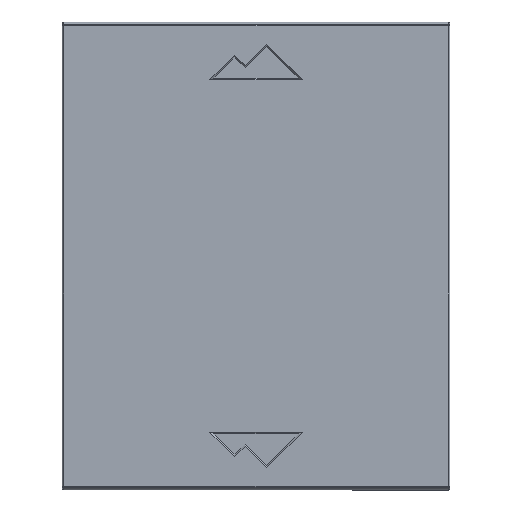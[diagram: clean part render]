
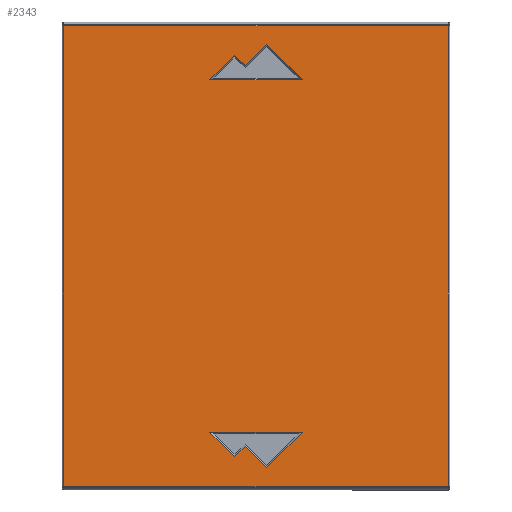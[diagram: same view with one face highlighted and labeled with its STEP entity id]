
A CAD part, top view. The second image highlights one B-rep face of the part: STEP entity #2343.
In plain terms, the highlighted planar face has unit normal (0, 0, 1).
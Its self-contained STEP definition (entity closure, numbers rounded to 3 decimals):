
#12 = LINE ( 'NONE', #12385, #10969 ) ;
#147 = ORIENTED_EDGE ( 'NONE', *, *, #14943, .F. ) ;
#369 = DIRECTION ( 'NONE',  ( 0., 0., 1. ) ) ;
#521 = CARTESIAN_POINT ( 'NONE',  ( -6.384, 61.95, 0. ) ) ;
#588 = VECTOR ( 'NONE', #19054, 1000. ) ;
#600 = CARTESIAN_POINT ( 'NONE',  ( -59.6, -62.5, 0. ) ) ;
#608 = EDGE_CURVE ( 'NONE', #3282, #12070, #6686, .T. ) ;
#675 = EDGE_CURVE ( 'NONE', #15653, #14318, #13661, .T. ) ;
#695 = DIRECTION ( 'NONE',  ( 1., 0., 0. ) ) ;
#891 = VECTOR ( 'NONE', #11297, 1000. ) ;
#904 = VERTEX_POINT ( 'NONE', #2287 ) ;
#1238 = CARTESIAN_POINT ( 'NONE',  ( -6.667, -62.232, 0. ) ) ;
#1454 = CARTESIAN_POINT ( 'NONE',  ( -59.6, 0., 0. ) ) ;
#1484 = VERTEX_POINT ( 'NONE', #19661 ) ;
#1497 = CARTESIAN_POINT ( 'NONE',  ( 59.6, -48.666, 0. ) ) ;
#1983 = PLANE ( 'NONE',  #13542 ) ;
#2073 = FACE_BOUND ( 'NONE', #18960, .T. ) ;
#2194 = VECTOR ( 'NONE', #14025, 1000. ) ;
#2287 = CARTESIAN_POINT ( 'NONE',  ( -3.333, -58.899, 0. ) ) ;
#2319 = CARTESIAN_POINT ( 'NONE',  ( -14.299, 54.6, 0. ) ) ;
#2343 = ADVANCED_FACE ( 'NONE', ( #9318, #11425, #2073 ), #1983, .T. ) ;
#2490 = EDGE_CURVE ( 'NONE', #12441, #3282, #9095, .T. ) ;
#2501 = CARTESIAN_POINT ( 'NONE',  ( -59.6, 71.334, 0. ) ) ;
#2712 = CARTESIAN_POINT ( 'NONE',  ( -13.616, -55.283, 0. ) ) ;
#2788 = CARTESIAN_POINT ( 'NONE',  ( 59.6, -71.334, 0. ) ) ;
#2914 = DIRECTION ( 'NONE',  ( -0.707, 0.707, 0. ) ) ;
#3218 = EDGE_CURVE ( 'NONE', #10751, #5459, #5767, .T. ) ;
#3282 = VERTEX_POINT ( 'NONE', #17401 ) ;
#3323 = DIRECTION ( 'NONE',  ( 1., 0., 0. ) ) ;
#3374 = ORIENTED_EDGE ( 'NONE', *, *, #3218, .F. ) ;
#3642 = VERTEX_POINT ( 'NONE', #2319 ) ;
#3945 = VERTEX_POINT ( 'NONE', #6907 ) ;
#3959 = CARTESIAN_POINT ( 'NONE',  ( 59.6, 71.334, 0. ) ) ;
#4195 = EDGE_CURVE ( 'NONE', #17634, #9006, #4343, .T. ) ;
#4261 = LINE ( 'NONE', #7603, #8697 ) ;
#4340 = CARTESIAN_POINT ( 'NONE',  ( 13.333, 54.6, 0. ) ) ;
#4343 = LINE ( 'NONE', #2712, #17383 ) ;
#5282 = ORIENTED_EDGE ( 'NONE', *, *, #6424, .F. ) ;
#5379 = CARTESIAN_POINT ( 'NONE',  ( -3.616, 58.616, 0. ) ) ;
#5459 = VERTEX_POINT ( 'NONE', #3959 ) ;
#5620 = LINE ( 'NONE', #17975, #13525 ) ;
#5767 = LINE ( 'NONE', #19622, #13451 ) ;
#6141 = VERTEX_POINT ( 'NONE', #6511 ) ;
#6424 = EDGE_CURVE ( 'NONE', #3642, #15653, #18521, .T. ) ;
#6511 = CARTESIAN_POINT ( 'NONE',  ( -6.667, 62.232, 0. ) ) ;
#6659 = CARTESIAN_POINT ( 'NONE',  ( 14.299, 54.6, 0. ) ) ;
#6683 = CARTESIAN_POINT ( 'NONE',  ( 59.6, 48.666, 0. ) ) ;
#6686 = LINE ( 'NONE', #600, #19093 ) ;
#6702 = CARTESIAN_POINT ( 'NONE',  ( -100., -71.334, 0. ) ) ;
#6836 = ORIENTED_EDGE ( 'NONE', *, *, #11387, .F. ) ;
#6884 = CARTESIAN_POINT ( 'NONE',  ( 13.333, -54.6, 0. ) ) ;
#6907 = CARTESIAN_POINT ( 'NONE',  ( 14.299, -54.6, 0. ) ) ;
#6947 = EDGE_CURVE ( 'NONE', #12441, #10751, #18811, .T. ) ;
#7379 = DIRECTION ( 'NONE',  ( -0.707, -0.707, 0. ) ) ;
#7414 = EDGE_CURVE ( 'NONE', #15014, #6141, #17776, .T. ) ;
#7603 = CARTESIAN_POINT ( 'NONE',  ( 3.616, -65.283, 0. ) ) ;
#7688 = CARTESIAN_POINT ( 'NONE',  ( -59.6, -71.334, 0. ) ) ;
#7926 = EDGE_CURVE ( 'NONE', #904, #17634, #8897, .T. ) ;
#8001 = EDGE_LOOP ( 'NONE', ( #15556, #18651, #147, #14299, #5282 ) ) ;
#8046 = ORIENTED_EDGE ( 'NONE', *, *, #2490, .T. ) ;
#8072 = VECTOR ( 'NONE', #9393, 1000. ) ;
#8152 = DIRECTION ( 'NONE',  ( -0.707, 0.707, 0. ) ) ;
#8245 = DIRECTION ( 'NONE',  ( -0.707, -0.707, 0. ) ) ;
#8340 = LINE ( 'NONE', #6702, #588 ) ;
#8697 = VECTOR ( 'NONE', #8841, 1000. ) ;
#8835 = ORIENTED_EDGE ( 'NONE', *, *, #16900, .T. ) ;
#8841 = DIRECTION ( 'NONE',  ( -0.707, -0.707, 0. ) ) ;
#8897 = LINE ( 'NONE', #12028, #17749 ) ;
#8922 = DIRECTION ( 'NONE',  ( -0.707, 0.707, 0. ) ) ;
#8936 = CARTESIAN_POINT ( 'NONE',  ( -3.333, 58.899, 0. ) ) ;
#8978 = CARTESIAN_POINT ( 'NONE',  ( 59.6, 49.066, 0. ) ) ;
#9006 = VERTEX_POINT ( 'NONE', #11057 ) ;
#9027 = VERTEX_POINT ( 'NONE', #1497 ) ;
#9095 = LINE ( 'NONE', #1454, #8072 ) ;
#9213 = EDGE_CURVE ( 'NONE', #9027, #13327, #19878, .T. ) ;
#9274 = CARTESIAN_POINT ( 'NONE',  ( 59.6, 0., 0. ) ) ;
#9318 = FACE_OUTER_BOUND ( 'NONE', #19600, .T. ) ;
#9393 = DIRECTION ( 'NONE',  ( 0., -1., 0. ) ) ;
#10743 = VERTEX_POINT ( 'NONE', #2788 ) ;
#10751 = VERTEX_POINT ( 'NONE', #2501 ) ;
#10969 = VECTOR ( 'NONE', #8152, 1000. ) ;
#10976 = VECTOR ( 'NONE', #8245, 1000. ) ;
#11023 = VECTOR ( 'NONE', #2914, 1000. ) ;
#11057 = CARTESIAN_POINT ( 'NONE',  ( -14.299, -54.6, 0. ) ) ;
#11113 = CARTESIAN_POINT ( 'NONE',  ( -59.6, 62.5, 0. ) ) ;
#11216 = VECTOR ( 'NONE', #14703, 1000. ) ;
#11297 = DIRECTION ( 'NONE',  ( -0.707, 0.707, 0. ) ) ;
#11387 = EDGE_CURVE ( 'NONE', #5459, #13327, #18482, .T. ) ;
#11425 = FACE_BOUND ( 'NONE', #8001, .T. ) ;
#11517 = ORIENTED_EDGE ( 'NONE', *, *, #16970, .T. ) ;
#11540 = VECTOR ( 'NONE', #16704, 1000. ) ;
#11567 = LINE ( 'NONE', #17764, #10976 ) ;
#11801 = EDGE_CURVE ( 'NONE', #9006, #3945, #17824, .T. ) ;
#11944 = DIRECTION ( 'NONE',  ( 1., 0., 0. ) ) ;
#12028 = CARTESIAN_POINT ( 'NONE',  ( -6.384, -61.95, 0. ) ) ;
#12070 = VERTEX_POINT ( 'NONE', #7688 ) ;
#12097 = DIRECTION ( 'NONE',  ( 0., 1., 0. ) ) ;
#12385 = CARTESIAN_POINT ( 'NONE',  ( -3.616, -58.616, 0. ) ) ;
#12441 = VERTEX_POINT ( 'NONE', #18486 ) ;
#12720 = LINE ( 'NONE', #5379, #11216 ) ;
#12868 = CARTESIAN_POINT ( 'NONE',  ( 3.333, 65.566, 0. ) ) ;
#13327 = VERTEX_POINT ( 'NONE', #6683 ) ;
#13451 = VECTOR ( 'NONE', #11944, 1000. ) ;
#13525 = VECTOR ( 'NONE', #19788, 1000. ) ;
#13542 = AXIS2_PLACEMENT_3D ( 'NONE', #14360, #369, #3323 ) ;
#13661 = LINE ( 'NONE', #14997, #11023 ) ;
#13891 = EDGE_CURVE ( 'NONE', #6141, #3642, #11567, .T. ) ;
#14025 = DIRECTION ( 'NONE',  ( 0., -1., 0. ) ) ;
#14299 = ORIENTED_EDGE ( 'NONE', *, *, #675, .F. ) ;
#14318 = VERTEX_POINT ( 'NONE', #12868 ) ;
#14360 = CARTESIAN_POINT ( 'NONE',  ( 0., 0., 0. ) ) ;
#14490 = DIRECTION ( 'NONE',  ( 0., -1., 0. ) ) ;
#14703 = DIRECTION ( 'NONE',  ( -0.707, -0.707, 0. ) ) ;
#14943 = EDGE_CURVE ( 'NONE', #14318, #15014, #12720, .T. ) ;
#14997 = CARTESIAN_POINT ( 'NONE',  ( 3.616, 65.283, 0. ) ) ;
#15014 = VERTEX_POINT ( 'NONE', #8936 ) ;
#15556 = ORIENTED_EDGE ( 'NONE', *, *, #13891, .F. ) ;
#15653 = VERTEX_POINT ( 'NONE', #6659 ) ;
#16025 = ORIENTED_EDGE ( 'NONE', *, *, #16324, .T. ) ;
#16235 = ORIENTED_EDGE ( 'NONE', *, *, #7926, .T. ) ;
#16324 = EDGE_CURVE ( 'NONE', #10743, #9027, #5620, .T. ) ;
#16704 = DIRECTION ( 'NONE',  ( 1., 0., 0. ) ) ;
#16838 = EDGE_CURVE ( 'NONE', #1484, #904, #12, .T. ) ;
#16900 = EDGE_CURVE ( 'NONE', #12070, #10743, #8340, .T. ) ;
#16970 = EDGE_CURVE ( 'NONE', #3945, #1484, #4261, .T. ) ;
#17303 = DIRECTION ( 'NONE',  ( 0., 1., 0. ) ) ;
#17383 = VECTOR ( 'NONE', #8922, 1000. ) ;
#17401 = CARTESIAN_POINT ( 'NONE',  ( -59.6, -48.666, 0. ) ) ;
#17634 = VERTEX_POINT ( 'NONE', #1238 ) ;
#17749 = VECTOR ( 'NONE', #7379, 1000. ) ;
#17764 = CARTESIAN_POINT ( 'NONE',  ( -13.616, 55.283, 0. ) ) ;
#17776 = LINE ( 'NONE', #521, #891 ) ;
#17824 = LINE ( 'NONE', #6884, #17983 ) ;
#17842 = ORIENTED_EDGE ( 'NONE', *, *, #4195, .T. ) ;
#17975 = CARTESIAN_POINT ( 'NONE',  ( 59.6, -49.066, 0. ) ) ;
#17983 = VECTOR ( 'NONE', #695, 1000. ) ;
#17992 = ORIENTED_EDGE ( 'NONE', *, *, #6947, .F. ) ;
#18140 = ORIENTED_EDGE ( 'NONE', *, *, #9213, .T. ) ;
#18466 = ORIENTED_EDGE ( 'NONE', *, *, #608, .T. ) ;
#18482 = LINE ( 'NONE', #8978, #2194 ) ;
#18486 = CARTESIAN_POINT ( 'NONE',  ( -59.6, 48.666, 0. ) ) ;
#18521 = LINE ( 'NONE', #4340, #11540 ) ;
#18651 = ORIENTED_EDGE ( 'NONE', *, *, #7414, .F. ) ;
#18677 = VECTOR ( 'NONE', #12097, 1000. ) ;
#18769 = ORIENTED_EDGE ( 'NONE', *, *, #16838, .T. ) ;
#18811 = LINE ( 'NONE', #11113, #19623 ) ;
#18960 = EDGE_LOOP ( 'NONE', ( #17842, #19105, #11517, #18769, #16235 ) ) ;
#19054 = DIRECTION ( 'NONE',  ( 1., 0., 0. ) ) ;
#19093 = VECTOR ( 'NONE', #14490, 1000. ) ;
#19105 = ORIENTED_EDGE ( 'NONE', *, *, #11801, .T. ) ;
#19600 = EDGE_LOOP ( 'NONE', ( #17992, #8046, #18466, #8835, #16025, #18140, #6836, #3374 ) ) ;
#19622 = CARTESIAN_POINT ( 'NONE',  ( -100., 71.334, 0. ) ) ;
#19623 = VECTOR ( 'NONE', #17303, 1000. ) ;
#19661 = CARTESIAN_POINT ( 'NONE',  ( 3.333, -65.566, 0. ) ) ;
#19788 = DIRECTION ( 'NONE',  ( 0., 1., 0. ) ) ;
#19878 = LINE ( 'NONE', #9274, #18677 ) ;
